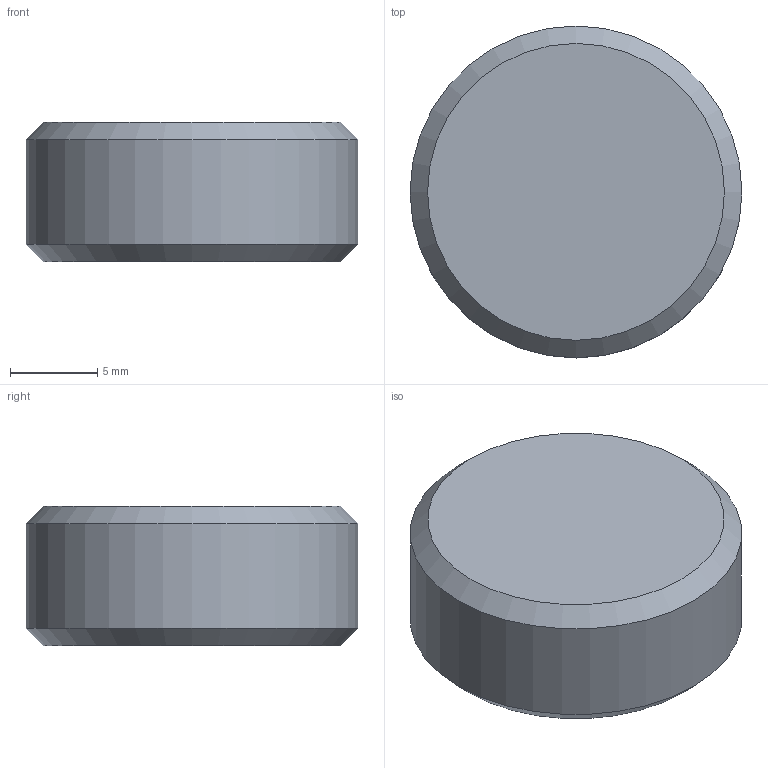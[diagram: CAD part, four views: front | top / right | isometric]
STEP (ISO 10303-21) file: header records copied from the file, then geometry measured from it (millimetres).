
FILE_DESCRIPTION(/* description */ (''),/* implementation_level */ '2;1');
FILE_NAME(/* name */ 'keeb.keeb.step',/* time_stamp */ '2025-10-12T23:24:46+05:30',/* author */ (''),/* organization */ (''),/* preprocessor_version */ 'ST-DEVELOPER v20.1',/* originating_system */ 'Autodesk Translation Framework v14.10.0.0',/* authorisation */ '');
FILE_SCHEMA (('AUTOMOTIVE_DESIGN { 1 0 10303 214 3 1 1 }'));
Length unit declared in the file: millimetre
Products named in the file (1): keeb
Bounding box: 19 x 19 x 8 mm (x, y, z)
Volume: 813.3 mm3; surface area: 1706.5 mm2
Topology: 1 solids, 1 shells, 14 faces, 24 edges, 15 vertices
Faces by surface type: plane 7, cylinder 5, cone 2
Full cylindrical faces by diameter (mm): 8.3 x1, 17 x1, 19 x1
Entity records: 396 total; most frequent: DIRECTION 65, CARTESIAN_POINT 54, ORIENTED_EDGE 48, AXIS2_PLACEMENT_3D 26, EDGE_CURVE 24, EDGE_LOOP 17, VERTEX_POINT 15, FACE_OUTER_BOUND 14
